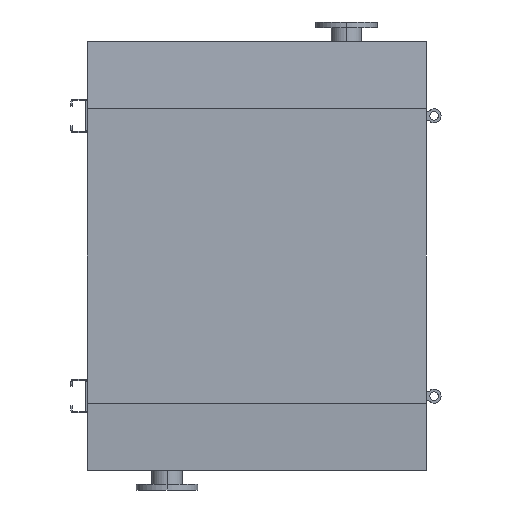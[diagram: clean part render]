
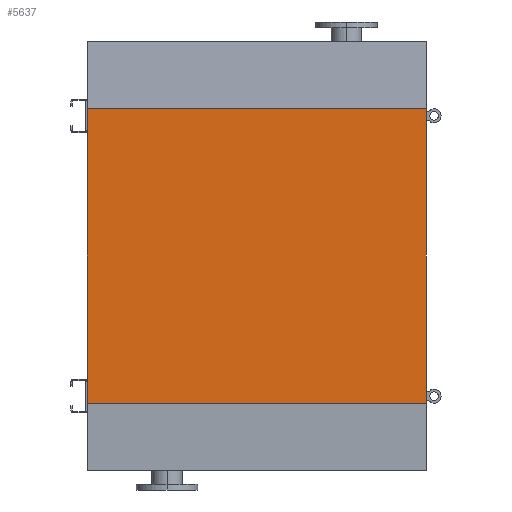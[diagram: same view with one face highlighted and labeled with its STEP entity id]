
A CAD part, front view. The second image highlights one B-rep face of the part: STEP entity #5637.
In plain terms, the highlighted planar face has unit normal (0, -1, 0).
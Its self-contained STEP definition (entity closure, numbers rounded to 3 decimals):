
#582 = DIRECTION ( 'NONE',  ( 1., 0., 0. ) ) ;
#794 = AXIS2_PLACEMENT_3D ( 'NONE', #4727, #3061, #1319 ) ;
#1015 = EDGE_CURVE ( 'NONE', #4348, #4220, #1073, .T. ) ;
#1073 = LINE ( 'NONE', #6589, #1891 ) ;
#1319 = DIRECTION ( 'NONE',  ( 0., 0., -1. ) ) ;
#1444 = CARTESIAN_POINT ( 'NONE',  ( -605., 0., -1050. ) ) ;
#1473 = ORIENTED_EDGE ( 'NONE', *, *, #1015, .T. ) ;
#1891 = VECTOR ( 'NONE', #5538, 1000. ) ;
#1932 = VECTOR ( 'NONE', #582, 1000. ) ;
#2209 = CARTESIAN_POINT ( 'NONE',  ( -605., 0., 0. ) ) ;
#2220 = ORIENTED_EDGE ( 'NONE', *, *, #3457, .F. ) ;
#2383 = VECTOR ( 'NONE', #2541, 1000. ) ;
#2443 = ORIENTED_EDGE ( 'NONE', *, *, #6202, .T. ) ;
#2541 = DIRECTION ( 'NONE',  ( 0., 0., 1. ) ) ;
#2681 = LINE ( 'NONE', #4929, #5200 ) ;
#3061 = DIRECTION ( 'NONE',  ( 0., -1., 0. ) ) ;
#3280 = EDGE_CURVE ( 'NONE', #6307, #4247, #3727, .T. ) ;
#3421 = LINE ( 'NONE', #3837, #1932 ) ;
#3457 = EDGE_CURVE ( 'NONE', #4247, #4220, #2681, .T. ) ;
#3727 = LINE ( 'NONE', #1444, #2383 ) ;
#3837 = CARTESIAN_POINT ( 'NONE',  ( -605., 0., -1050. ) ) ;
#3941 = CARTESIAN_POINT ( 'NONE',  ( 605., 0., 0. ) ) ;
#4220 = VERTEX_POINT ( 'NONE', #3941 ) ;
#4247 = VERTEX_POINT ( 'NONE', #2209 ) ;
#4348 = VERTEX_POINT ( 'NONE', #4599 ) ;
#4434 = ORIENTED_EDGE ( 'NONE', *, *, #3280, .F. ) ;
#4488 = DIRECTION ( 'NONE',  ( 1., 0., 0. ) ) ;
#4523 = EDGE_LOOP ( 'NONE', ( #2220, #4434, #2443, #1473 ) ) ;
#4599 = CARTESIAN_POINT ( 'NONE',  ( 605., 0., -1050. ) ) ;
#4727 = CARTESIAN_POINT ( 'NONE',  ( -605., 0., -1050. ) ) ;
#4929 = CARTESIAN_POINT ( 'NONE',  ( -605., 0., 0. ) ) ;
#5199 = FACE_OUTER_BOUND ( 'NONE', #4523, .T. ) ;
#5200 = VECTOR ( 'NONE', #4488, 1000. ) ;
#5538 = DIRECTION ( 'NONE',  ( 0., 0., 1. ) ) ;
#5637 = ADVANCED_FACE ( 'NONE', ( #5199 ), #6322, .T. ) ;
#6130 = CARTESIAN_POINT ( 'NONE',  ( -605., 0., -1050. ) ) ;
#6202 = EDGE_CURVE ( 'NONE', #6307, #4348, #3421, .T. ) ;
#6307 = VERTEX_POINT ( 'NONE', #6130 ) ;
#6322 = PLANE ( 'NONE',  #794 ) ;
#6589 = CARTESIAN_POINT ( 'NONE',  ( 605., 0., -1050. ) ) ;
